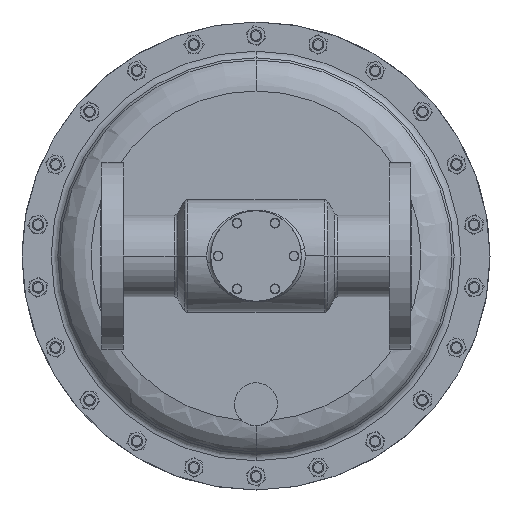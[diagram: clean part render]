
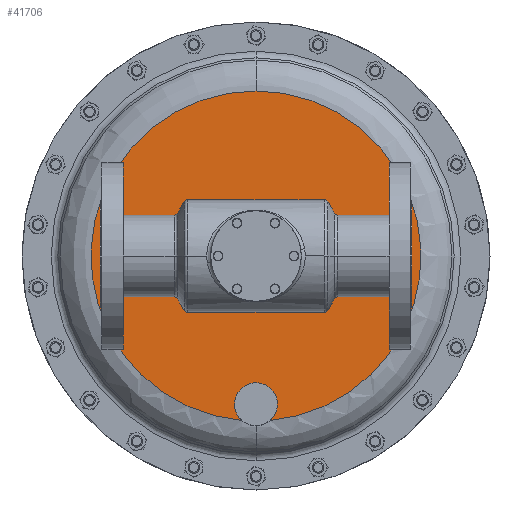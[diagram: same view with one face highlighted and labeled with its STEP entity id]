
A CAD part, front view. The second image highlights one B-rep face of the part: STEP entity #41706.
In plain terms, the highlighted planar face has unit normal (0, -1, 0).
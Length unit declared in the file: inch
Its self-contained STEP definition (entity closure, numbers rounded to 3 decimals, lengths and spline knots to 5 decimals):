
#985 = DIRECTION ( 'NONE',  ( 0., 0., -1. ) ) ;
#1914 = CIRCLE ( 'NONE', #28206, 5.28949 ) ;
#3903 = CARTESIAN_POINT ( 'NONE',  ( 2.68307, 10.74935, 7.7679 ) ) ;
#4559 = CARTESIAN_POINT ( 'NONE',  ( 2.24557, 10.74935, 7.01013 ) ) ;
#4626 = CIRCLE ( 'NONE', #30483, 0.6875 ) ;
#5124 = CIRCLE ( 'NONE', #20308, 0.6875 ) ;
#5458 = VERTEX_POINT ( 'NONE', #6034 ) ;
#5730 = PLANE ( 'NONE',  #15147 ) ;
#6034 = CARTESIAN_POINT ( 'NONE',  ( 3.12057, 10.74935, 8.52567 ) ) ;
#6224 = DIRECTION ( 'NONE',  ( 0., -1., 0. ) ) ;
#6554 = AXIS2_PLACEMENT_3D ( 'NONE', #3903, #26698, #7146 ) ;
#7087 = EDGE_LOOP ( 'NONE', ( #13763, #15360, #24314, #24356, #25696 ) ) ;
#7146 = DIRECTION ( 'NONE',  ( -0.5, 0., -0.866 ) ) ;
#7755 = CARTESIAN_POINT ( 'NONE',  ( 3.36983, 10.74935, 2.98598 ) ) ;
#8981 = DIRECTION ( 'NONE',  ( 0., -1., 0. ) ) ;
#8990 = DIRECTION ( 'NONE',  ( 0., 0., -1. ) ) ;
#9453 = EDGE_LOOP ( 'NONE', ( #23887, #36153 ) ) ;
#10985 = VERTEX_POINT ( 'NONE', #7755 ) ;
#11151 = VERTEX_POINT ( 'NONE', #11896 ) ;
#11262 = AXIS2_PLACEMENT_3D ( 'NONE', #28547, #8981, #31729 ) ;
#11896 = CARTESIAN_POINT ( 'NONE',  ( 2.23378, 10.74935, 2.49752 ) ) ;
#12134 = EDGE_CURVE ( 'NONE', #30725, #5458, #17678, .T. ) ;
#12830 = EDGE_CURVE ( 'NONE', #5458, #30725, #37340, .T. ) ;
#13182 = VERTEX_POINT ( 'NONE', #31180 ) ;
#13623 = CARTESIAN_POINT ( 'NONE',  ( 2.68307, 10.74935, 7.7679 ) ) ;
#13763 = ORIENTED_EDGE ( 'NONE', *, *, #25722, .T. ) ;
#15147 = AXIS2_PLACEMENT_3D ( 'NONE', #15419, #28555, #8990 ) ;
#15360 = ORIENTED_EDGE ( 'NONE', *, *, #34222, .T. ) ;
#15419 = CARTESIAN_POINT ( 'NONE',  ( 2.68307, 10.74935, 7.7679 ) ) ;
#15641 = DIRECTION ( 'NONE',  ( 0., -1., 0. ) ) ;
#16369 = CARTESIAN_POINT ( 'NONE',  ( 2.68307, 10.74935, 13.05739 ) ) ;
#16928 = DIRECTION ( 'NONE',  ( 0., 0., -1. ) ) ;
#17678 = CIRCLE ( 'NONE', #19985, 0.875 ) ;
#17757 = FACE_BOUND ( 'NONE', #9453, .T. ) ;
#17946 = DIRECTION ( 'NONE',  ( 0., -1., 0. ) ) ;
#18946 = EDGE_CURVE ( 'NONE', #13182, #11151, #4626, .T. ) ;
#19935 = AXIS2_PLACEMENT_3D ( 'NONE', #13623, #36288, #16928 ) ;
#19985 = AXIS2_PLACEMENT_3D ( 'NONE', #35053, #15641, #38274 ) ;
#20308 = AXIS2_PLACEMENT_3D ( 'NONE', #37289, #17946, #40507 ) ;
#20505 = DIRECTION ( 'NONE',  ( 0., -1., 0. ) ) ;
#22303 = VERTEX_POINT ( 'NONE', #40470 ) ;
#23887 = ORIENTED_EDGE ( 'NONE', *, *, #12134, .F. ) ;
#24314 = ORIENTED_EDGE ( 'NONE', *, *, #18946, .F. ) ;
#24356 = ORIENTED_EDGE ( 'NONE', *, *, #38534, .F. ) ;
#25696 = ORIENTED_EDGE ( 'NONE', *, *, #39558, .F. ) ;
#25722 = EDGE_CURVE ( 'NONE', #22303, #36916, #1914, .T. ) ;
#25776 = CARTESIAN_POINT ( 'NONE',  ( 2.68307, 10.74935, 3.0179 ) ) ;
#26698 = DIRECTION ( 'NONE',  ( 0., -1., 0. ) ) ;
#28206 = AXIS2_PLACEMENT_3D ( 'NONE', #39788, #20505, #985 ) ;
#28547 = CARTESIAN_POINT ( 'NONE',  ( 2.68307, 10.74935, 3.0179 ) ) ;
#28555 = DIRECTION ( 'NONE',  ( 0., -1., 0. ) ) ;
#29054 = DIRECTION ( 'NONE',  ( -0.999, 0., 0.046 ) ) ;
#30483 = AXIS2_PLACEMENT_3D ( 'NONE', #25776, #6224, #29054 ) ;
#30725 = VERTEX_POINT ( 'NONE', #4559 ) ;
#31180 = CARTESIAN_POINT ( 'NONE',  ( 1.99631, 10.74935, 3.04982 ) ) ;
#31729 = DIRECTION ( 'NONE',  ( -0.999, 0., 0.046 ) ) ;
#33946 = FACE_OUTER_BOUND ( 'NONE', #7087, .T. ) ;
#34222 = EDGE_CURVE ( 'NONE', #36916, #11151, #39739, .T. ) ;
#35053 = CARTESIAN_POINT ( 'NONE',  ( 2.68307, 10.74935, 7.7679 ) ) ;
#36153 = ORIENTED_EDGE ( 'NONE', *, *, #12830, .F. ) ;
#36288 = DIRECTION ( 'NONE',  ( 0., -1., 0. ) ) ;
#36550 = CIRCLE ( 'NONE', #11262, 0.6875 ) ;
#36916 = VERTEX_POINT ( 'NONE', #16369 ) ;
#37289 = CARTESIAN_POINT ( 'NONE',  ( 2.68307, 10.74935, 3.0179 ) ) ;
#37340 = CIRCLE ( 'NONE', #6554, 0.875 ) ;
#38274 = DIRECTION ( 'NONE',  ( -0.5, 0., -0.866 ) ) ;
#38534 = EDGE_CURVE ( 'NONE', #10985, #13182, #5124, .T. ) ;
#39558 = EDGE_CURVE ( 'NONE', #22303, #10985, #36550, .T. ) ;
#39739 = CIRCLE ( 'NONE', #19935, 5.28949 ) ;
#39788 = CARTESIAN_POINT ( 'NONE',  ( 2.68307, 10.74935, 7.7679 ) ) ;
#40470 = CARTESIAN_POINT ( 'NONE',  ( 3.13236, 10.74935, 2.49752 ) ) ;
#40507 = DIRECTION ( 'NONE',  ( -0.999, 0., 0.046 ) ) ;
#41706 = ADVANCED_FACE ( 'NONE', ( #17757, #33946 ), #5730, .T. ) ;
